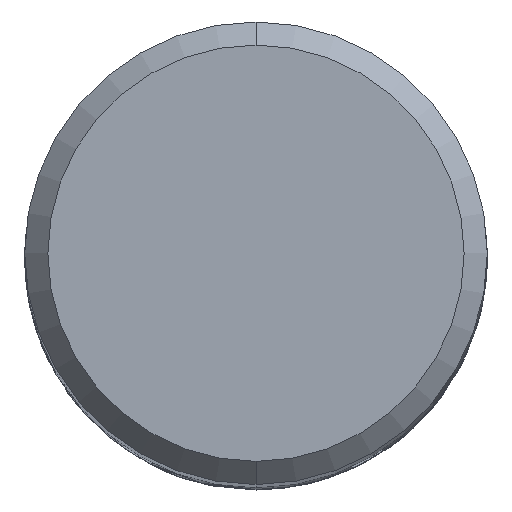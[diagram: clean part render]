
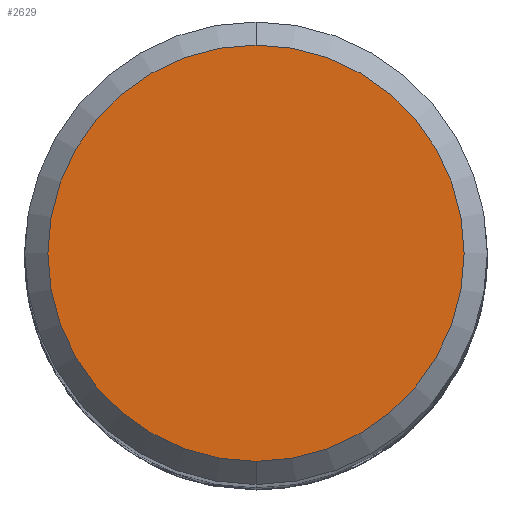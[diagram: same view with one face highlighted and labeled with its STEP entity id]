
A CAD part, top view. The second image highlights one B-rep face of the part: STEP entity #2629.
In plain terms, the highlighted planar face has unit normal (0, 0, 1).
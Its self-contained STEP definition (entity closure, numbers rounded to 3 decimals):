
#1679=EDGE_CURVE('',#2433,#1775,#3812,.T.);
#1775=VERTEX_POINT('',#3918);
#2433=VERTEX_POINT('',#4642);
#2497=EDGE_CURVE('',#1775,#2433,#4714,.T.);
#2629=ADVANCED_FACE('',(#4853),#4854,.T.);
#3812=CIRCLE('',#10454,5.4);
#3918=CARTESIAN_POINT('',(0.,-5.4,0.0));
#4642=CARTESIAN_POINT('',(0.0,5.4,0.0));
#4714=CIRCLE('',#18158,5.4);
#4853=FACE_OUTER_BOUND('',#18539,.T.);
#4854=PLANE('',#18540);
#10454=AXIS2_PLACEMENT_3D('',#23861,#23862,#23863);
#18158=AXIS2_PLACEMENT_3D('',#24915,#24916,#24917);
#18539=EDGE_LOOP('',(#25028,#25029));
#18540=AXIS2_PLACEMENT_3D('',#25030,#25031,#25032);
#23861=CARTESIAN_POINT('',(0.0,0.0,0.0));
#23862=DIRECTION('',(0.0,0.0,-1.0));
#23863=DIRECTION('',(0.0,1.0,0.0));
#24915=CARTESIAN_POINT('',(0.0,0.0,0.0));
#24916=DIRECTION('',(0.0,0.0,-1.0));
#24917=DIRECTION('',(0.0,1.0,0.0));
#25028=ORIENTED_EDGE('',*,*,#1679,.F.);
#25029=ORIENTED_EDGE('',*,*,#2497,.F.);
#25030=CARTESIAN_POINT('',(0.0,2.7,0.0));
#25031=DIRECTION('',(-0.0,0.0,1.0));
#25032=DIRECTION('',(0.0,-1.0,0.0));
